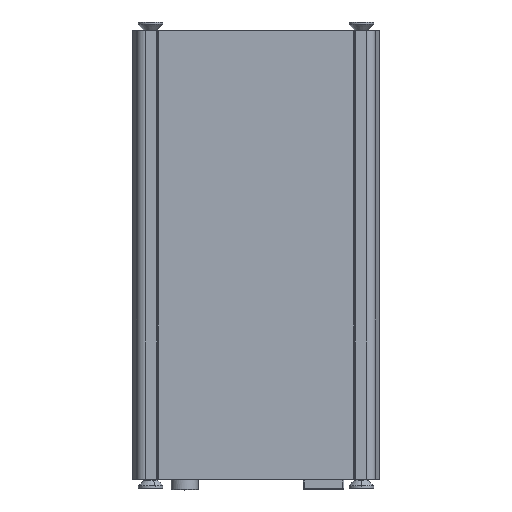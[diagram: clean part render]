
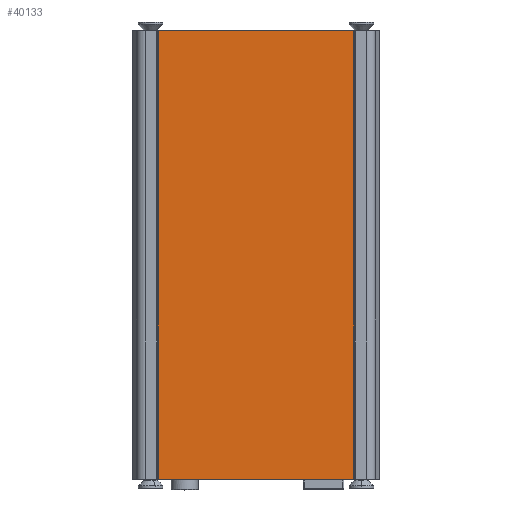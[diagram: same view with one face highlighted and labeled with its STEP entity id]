
A CAD part, top view. The second image highlights one B-rep face of the part: STEP entity #40133.
In plain terms, the highlighted face is planar.
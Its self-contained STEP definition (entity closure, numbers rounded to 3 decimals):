
#37627 = VERTEX_POINT('',#37628);
#37628 = CARTESIAN_POINT('',(-25.969,21.859,0.));
#37635 = EDGE_CURVE('',#37627,#37636,#37638,.T.);
#37636 = VERTEX_POINT('',#37637);
#37637 = CARTESIAN_POINT('',(17.631,21.859,0.));
#37638 = LINE('',#37639,#37640);
#37639 = CARTESIAN_POINT('',(-4.169,21.859,0.));
#37640 = VECTOR('',#37641,1.);
#37641 = DIRECTION('',(1.,0.,0.));
#39138 = VERTEX_POINT('',#39139);
#39139 = CARTESIAN_POINT('',(17.631,21.859,100.));
#39146 = EDGE_CURVE('',#39138,#39147,#39149,.T.);
#39147 = VERTEX_POINT('',#39148);
#39148 = CARTESIAN_POINT('',(-25.969,21.859,100.));
#39149 = LINE('',#39150,#39151);
#39150 = CARTESIAN_POINT('',(-4.169,21.859,100.));
#39151 = VECTOR('',#39152,1.);
#39152 = DIRECTION('',(-1.,0.,0.));
#40133 = ADVANCED_FACE('',(#40134),#40150,.T.);
#40134 = FACE_BOUND('',#40135,.T.);
#40135 = EDGE_LOOP('',(#40136,#40137,#40143,#40144));
#40136 = ORIENTED_EDGE('',*,*,#37635,.F.);
#40137 = ORIENTED_EDGE('',*,*,#40138,.T.);
#40138 = EDGE_CURVE('',#37627,#39147,#40139,.T.);
#40139 = LINE('',#40140,#40141);
#40140 = CARTESIAN_POINT('',(-25.969,21.859,0.));
#40141 = VECTOR('',#40142,1.);
#40142 = DIRECTION('',(0.,0.,1.));
#40143 = ORIENTED_EDGE('',*,*,#39146,.F.);
#40144 = ORIENTED_EDGE('',*,*,#40145,.T.);
#40145 = EDGE_CURVE('',#39138,#37636,#40146,.T.);
#40146 = LINE('',#40147,#40148);
#40147 = CARTESIAN_POINT('',(17.631,21.859,0.));
#40148 = VECTOR('',#40149,1.);
#40149 = DIRECTION('',(0.,0.,-1.));
#40150 = PLANE('',#40151);
#40151 = AXIS2_PLACEMENT_3D('',#40152,#40153,#40154);
#40152 = CARTESIAN_POINT('',(-4.169,21.859,0.));
#40153 = DIRECTION('',(0.,1.,0.));
#40154 = DIRECTION('',(0.,0.,1.));
